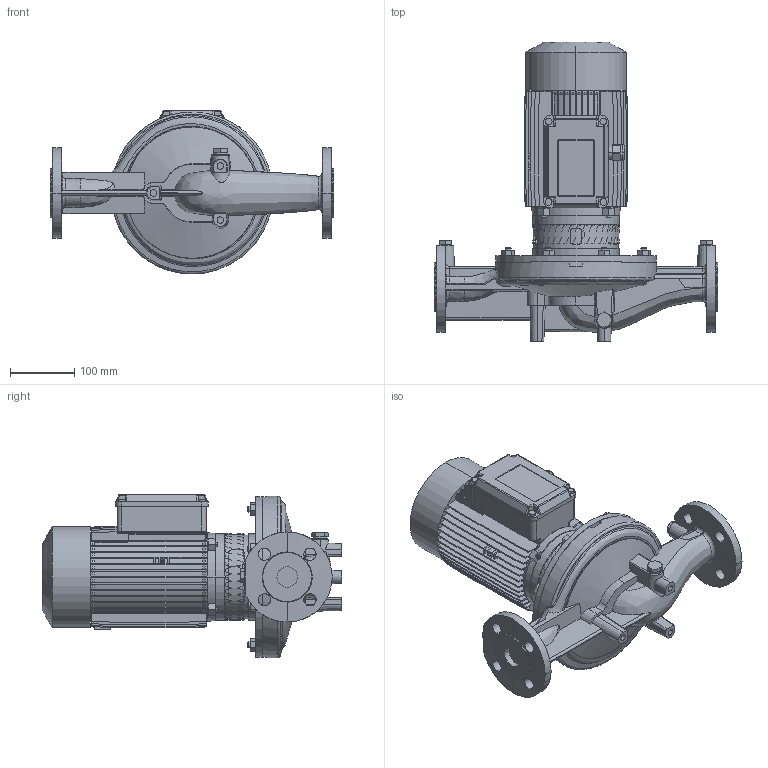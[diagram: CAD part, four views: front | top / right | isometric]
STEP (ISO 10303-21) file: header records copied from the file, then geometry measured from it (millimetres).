
FILE_DESCRIPTION (( 'STEP AP203' ), '1' );
FILE_NAME ('10017739swa00.step', '2023-04-17T09:49:03', ( '' ), ( '' ), 'SwSTEP 2.0', 'SolidWorks 2020', '' );
FILE_SCHEMA (( 'CONFIG_CONTROL_DESIGN' ));
Length unit declared in the file: millimetre
Products named in the file (7): Copia di 128772^10017739swa00; 10011521swp00_3.66.543_semplificato; 10007570swp01_80 L SZ ANONIMO; Copia di 10008977swp00^10017739swa00; 10007670swn00_M20x1.5; 10017739swa00; Copia di 128759^10017739swa00
Assembly tree (6 placements, depth 2):
  10017739swa00
    Copia di 128759^10017739swa00
    Copia di 128772^10017739swa00
    Copia di 10008977swp00^10017739swa00
    10011521swp00_3.66.543_semplificato
    10007570swp01_80 L SZ ANONIMO
    10007670swn00_M20x1.5
Bounding box: 440 x 466 x 254.86 mm (x, y, z)
Volume: 9963257.7 mm3; surface area: 825386.2 mm2
Topology: 7 solids, 9 shells, 1529 faces, 4317 edges, 2834 vertices
Faces by surface type: plane 936, cylinder 295, cone 172, bspline 108, torus 10, sphere 8
Entity records: 109692 total; most frequent: CARTESIAN_POINT 70816, ORIENTED_EDGE 8298, DIRECTION 7082, EDGE_CURVE 4303, VERTEX_POINT 2838, VECTOR 2624, LINE 2624, AXIS2_PLACEMENT_3D 2229
